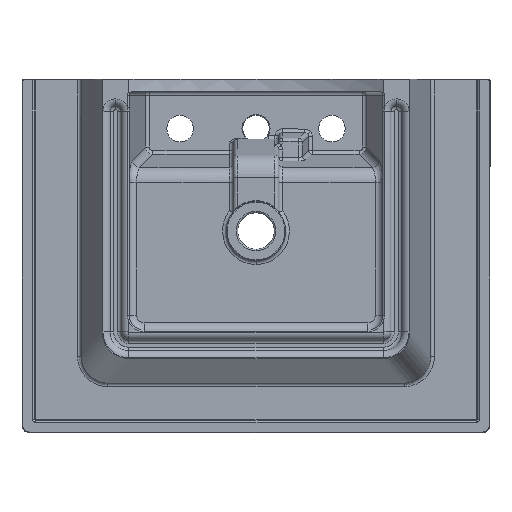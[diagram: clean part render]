
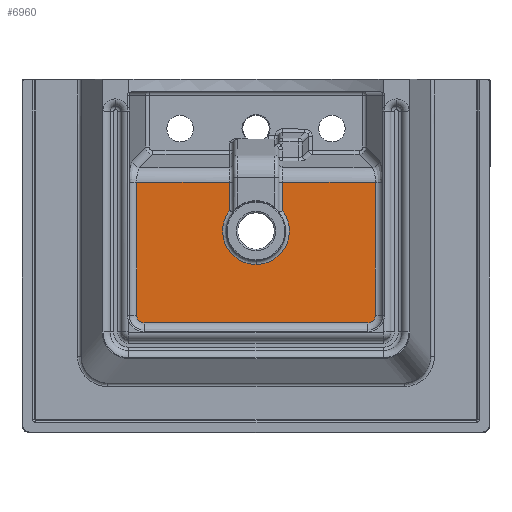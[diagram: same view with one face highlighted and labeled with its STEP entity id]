
A CAD part, front view. The second image highlights one B-rep face of the part: STEP entity #6960.
In plain terms, the highlighted planar face has unit normal (0, -1, 0).
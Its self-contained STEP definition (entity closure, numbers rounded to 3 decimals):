
#7 = EDGE_CURVE ( 'NONE', #10564, #672, #9762, .T. ) ;
#59 = DIRECTION ( 'NONE',  ( 0., 1., 0. ) ) ;
#204 = EDGE_CURVE ( 'NONE', #6330, #10564, #11443, .T. ) ;
#314 = CARTESIAN_POINT ( 'NONE',  ( 147.5, -118., -88.346 ) ) ;
#612 = EDGE_CURVE ( 'NONE', #5221, #7367, #7804, .T. ) ;
#656 = DIRECTION ( 'NONE',  ( 0., 0., -1. ) ) ;
#672 = VERTEX_POINT ( 'NONE', #14104 ) ;
#687 = CARTESIAN_POINT ( 'NONE',  ( 35., -118., 59.165 ) ) ;
#1256 = CARTESIAN_POINT ( 'NONE',  ( 157.346, -118., -78.5 ) ) ;
#1534 = CARTESIAN_POINT ( 'NONE',  ( -165.737, -118., 96.481 ) ) ;
#1719 = DIRECTION ( 'NONE',  ( 0., -1., 0. ) ) ;
#1845 = EDGE_CURVE ( 'NONE', #5990, #6330, #7051, .T. ) ;
#2106 = LINE ( 'NONE', #11353, #8410 ) ;
#2504 = ORIENTED_EDGE ( 'NONE', *, *, #8868, .T. ) ;
#2637 = VECTOR ( 'NONE', #11663, 1000. ) ;
#2814 = CARTESIAN_POINT ( 'NONE',  ( -147.5, -118., -88.346 ) ) ;
#3508 = CARTESIAN_POINT ( 'NONE',  ( -35., -118., 59.165 ) ) ;
#4305 = PLANE ( 'NONE',  #11341 ) ;
#4459 = DIRECTION ( 'NONE',  ( 0., 0., -1. ) ) ;
#4516 = LINE ( 'NONE', #11410, #6712 ) ;
#4558 = CARTESIAN_POINT ( 'NONE',  ( 35., -118., 96.481 ) ) ;
#4607 = CARTESIAN_POINT ( 'NONE',  ( -147.5, -118., -78.5 ) ) ;
#4788 = CARTESIAN_POINT ( 'NONE',  ( -165.737, -118., 96.481 ) ) ;
#4867 = LINE ( 'NONE', #4788, #8241 ) ;
#4990 = CARTESIAN_POINT ( 'NONE',  ( -157.346, -118., 96.481 ) ) ;
#5148 = AXIS2_PLACEMENT_3D ( 'NONE', #4607, #7851, #4459 ) ;
#5221 = VERTEX_POINT ( 'NONE', #687 ) ;
#5486 = ORIENTED_EDGE ( 'NONE', *, *, #10873, .T. ) ;
#5633 = DIRECTION ( 'NONE',  ( 0., 0., -1. ) ) ;
#5680 = EDGE_CURVE ( 'NONE', #8352, #8852, #2106, .T. ) ;
#5806 = AXIS2_PLACEMENT_3D ( 'NONE', #8135, #59, #12842 ) ;
#5879 = EDGE_LOOP ( 'NONE', ( #10375, #5486, #12987, #9379, #10763, #6860, #10492, #8786, #10020, #2504, #12186 ) ) ;
#5990 = VERTEX_POINT ( 'NONE', #4990 ) ;
#6207 = EDGE_CURVE ( 'NONE', #7367, #11717, #10869, .T. ) ;
#6330 = VERTEX_POINT ( 'NONE', #14635 ) ;
#6376 = LINE ( 'NONE', #1534, #10624 ) ;
#6424 = DIRECTION ( 'NONE',  ( 0., 0., -1. ) ) ;
#6662 = DIRECTION ( 'NONE',  ( 0., 0., 1. ) ) ;
#6712 = VECTOR ( 'NONE', #10346, 1000. ) ;
#6808 = AXIS2_PLACEMENT_3D ( 'NONE', #9769, #11037, #6424 ) ;
#6860 = ORIENTED_EDGE ( 'NONE', *, *, #10587, .T. ) ;
#6960 = ADVANCED_FACE ( 'NONE', ( #12396 ), #4305, .T. ) ;
#7051 = LINE ( 'NONE', #8249, #2637 ) ;
#7117 = CARTESIAN_POINT ( 'NONE',  ( -35., -118., 96.481 ) ) ;
#7282 = CIRCLE ( 'NONE', #6808, 9.846 ) ;
#7283 = DIRECTION ( 'NONE',  ( 0., 0., -1. ) ) ;
#7367 = VERTEX_POINT ( 'NONE', #11093 ) ;
#7804 = CIRCLE ( 'NONE', #13606, 44. ) ;
#7851 = DIRECTION ( 'NONE',  ( 0., -1., 0. ) ) ;
#8135 = CARTESIAN_POINT ( 'NONE',  ( 0., -118., 32.5 ) ) ;
#8241 = VECTOR ( 'NONE', #9405, 1000. ) ;
#8249 = CARTESIAN_POINT ( 'NONE',  ( -157.346, -118., -78.5 ) ) ;
#8352 = VERTEX_POINT ( 'NONE', #1256 ) ;
#8410 = VECTOR ( 'NONE', #6662, 1000. ) ;
#8424 = DIRECTION ( 'NONE',  ( -1., 0., 0. ) ) ;
#8535 = EDGE_CURVE ( 'NONE', #8852, #10866, #4867, .T. ) ;
#8696 = CARTESIAN_POINT ( 'NONE',  ( 35., -118., 57.42 ) ) ;
#8786 = ORIENTED_EDGE ( 'NONE', *, *, #204, .T. ) ;
#8852 = VERTEX_POINT ( 'NONE', #10901 ) ;
#8868 = EDGE_CURVE ( 'NONE', #672, #8352, #7282, .T. ) ;
#9024 = VERTEX_POINT ( 'NONE', #7117 ) ;
#9379 = ORIENTED_EDGE ( 'NONE', *, *, #6207, .T. ) ;
#9405 = DIRECTION ( 'NONE',  ( -1., 0., 0. ) ) ;
#9762 = LINE ( 'NONE', #314, #11172 ) ;
#9769 = CARTESIAN_POINT ( 'NONE',  ( 147.5, -118., -78.5 ) ) ;
#10020 = ORIENTED_EDGE ( 'NONE', *, *, #7, .T. ) ;
#10346 = DIRECTION ( 'NONE',  ( 0., 0., 1. ) ) ;
#10375 = ORIENTED_EDGE ( 'NONE', *, *, #8535, .T. ) ;
#10492 = ORIENTED_EDGE ( 'NONE', *, *, #1845, .T. ) ;
#10564 = VERTEX_POINT ( 'NONE', #2814 ) ;
#10587 = EDGE_CURVE ( 'NONE', #9024, #5990, #6376, .T. ) ;
#10624 = VECTOR ( 'NONE', #8424, 1000. ) ;
#10763 = ORIENTED_EDGE ( 'NONE', *, *, #14373, .T. ) ;
#10866 = VERTEX_POINT ( 'NONE', #4558 ) ;
#10869 = CIRCLE ( 'NONE', #5806, 44. ) ;
#10873 = EDGE_CURVE ( 'NONE', #10866, #5221, #11968, .T. ) ;
#10901 = CARTESIAN_POINT ( 'NONE',  ( 157.346, -118., 96.481 ) ) ;
#11037 = DIRECTION ( 'NONE',  ( 0., -1., 0. ) ) ;
#11093 = CARTESIAN_POINT ( 'NONE',  ( 0., -118., -11.5 ) ) ;
#11172 = VECTOR ( 'NONE', #12874, 1000. ) ;
#11258 = CARTESIAN_POINT ( 'NONE',  ( 147.5, -118., -78.5 ) ) ;
#11341 = AXIS2_PLACEMENT_3D ( 'NONE', #11258, #1719, #656 ) ;
#11353 = CARTESIAN_POINT ( 'NONE',  ( 157.346, -118., -78.5 ) ) ;
#11410 = CARTESIAN_POINT ( 'NONE',  ( -35., -118., 96.481 ) ) ;
#11443 = CIRCLE ( 'NONE', #5148, 9.846 ) ;
#11663 = DIRECTION ( 'NONE',  ( 0., 0., -1. ) ) ;
#11717 = VERTEX_POINT ( 'NONE', #3508 ) ;
#11968 = LINE ( 'NONE', #8696, #12301 ) ;
#12186 = ORIENTED_EDGE ( 'NONE', *, *, #5680, .T. ) ;
#12301 = VECTOR ( 'NONE', #7283, 1000. ) ;
#12396 = FACE_OUTER_BOUND ( 'NONE', #5879, .T. ) ;
#12842 = DIRECTION ( 'NONE',  ( 0., 0., -1. ) ) ;
#12874 = DIRECTION ( 'NONE',  ( 1., 0., 0. ) ) ;
#12987 = ORIENTED_EDGE ( 'NONE', *, *, #612, .T. ) ;
#13571 = CARTESIAN_POINT ( 'NONE',  ( 0., -118., 32.5 ) ) ;
#13606 = AXIS2_PLACEMENT_3D ( 'NONE', #13571, #14710, #5633 ) ;
#14104 = CARTESIAN_POINT ( 'NONE',  ( 147.5, -118., -88.346 ) ) ;
#14373 = EDGE_CURVE ( 'NONE', #11717, #9024, #4516, .T. ) ;
#14635 = CARTESIAN_POINT ( 'NONE',  ( -157.346, -118., -78.5 ) ) ;
#14710 = DIRECTION ( 'NONE',  ( 0., 1., 0. ) ) ;
